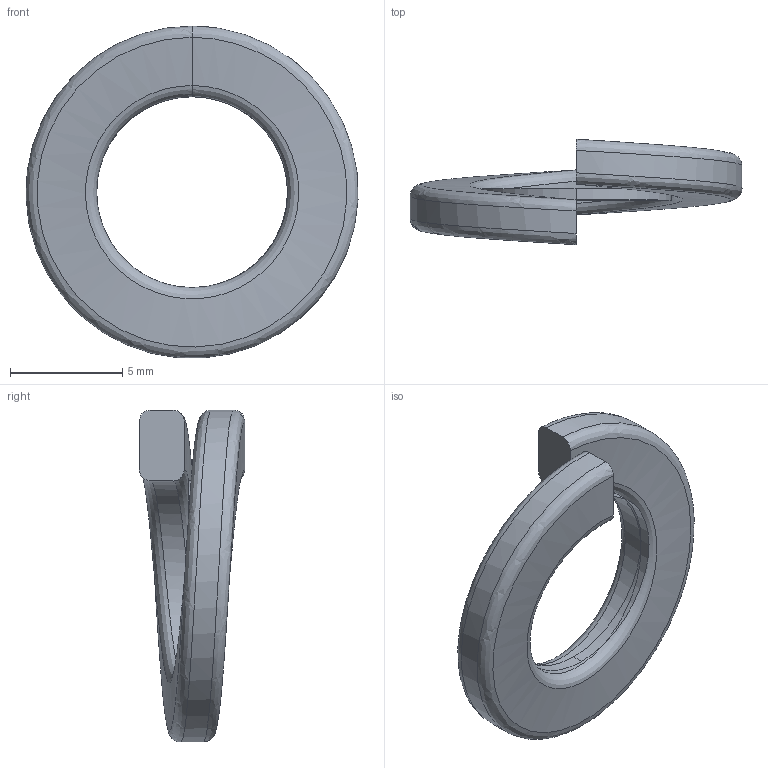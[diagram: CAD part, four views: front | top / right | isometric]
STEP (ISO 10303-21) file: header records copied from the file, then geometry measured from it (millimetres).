
FILE_DESCRIPTION (( 'STEP AP214' ), '1' );
FILE_NAME ('DIN 127 8.5.STEP', '2015-10-26T08:08:48', ( '' ), ( '' ), 'SwSTEP 2.0', 'SolidWorks 2015', '' );
FILE_SCHEMA (( 'AUTOMOTIVE_DESIGN' ));
Length unit declared in the file: millimetre
Products named in the file (1): DIN 127 8.5
Bounding box: 14.79 x 4.7 x 14.78 mm (x, y, z)
Surface area: 371.6 mm2 (no closed solid volume)
Topology: 0 solids, 2 shells, 12 faces, 30 edges, 20 vertices
Faces by surface type: bspline 8, plane 2, cylinder 2
Entity records: 2391 total; most frequent: CARTESIAN_POINT 2130, ORIENTED_EDGE 56, EDGE_CURVE 30, DIRECTION 28, VERTEX_POINT 20, B_SPLINE_CURVE_WITH_KNOTS 15, FACE_OUTER_BOUND 12, ADVANCED_FACE 12
